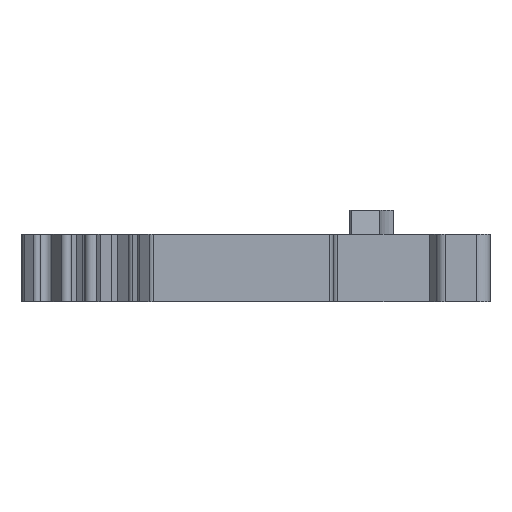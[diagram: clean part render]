
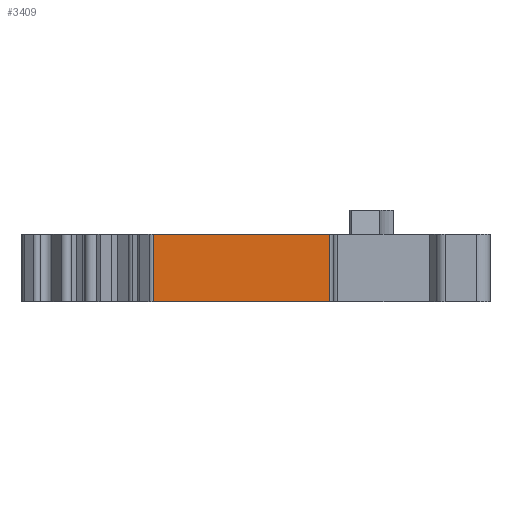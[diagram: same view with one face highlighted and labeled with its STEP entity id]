
A CAD part, left-side view. The second image highlights one B-rep face of the part: STEP entity #3409.
In plain terms, the highlighted planar face has unit normal (-1, 0, 0).
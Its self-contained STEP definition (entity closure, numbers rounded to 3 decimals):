
#727=DIRECTION('',(0.,0.,1.));
#728=VECTOR('',#727,5.);
#729=CARTESIAN_POINT('',(-13.25,7.693,0.));
#730=LINE('',#729,#728);
#731=DIRECTION('',(0.,1.,0.));
#732=VECTOR('',#731,13.085);
#733=CARTESIAN_POINT('',(-13.25,7.693,0.));
#734=LINE('',#733,#732);
#739=DIRECTION('',(0.,0.,-1.));
#740=VECTOR('',#739,5.);
#741=CARTESIAN_POINT('',(-13.25,20.778,5.));
#742=LINE('',#741,#740);
#1069=DIRECTION('',(0.,1.,0.));
#1070=VECTOR('',#1069,13.085);
#1071=CARTESIAN_POINT('',(-13.25,7.693,5.));
#1072=LINE('',#1071,#1070);
#1993=CARTESIAN_POINT('',(-13.25,20.778,0.));
#1994=VERTEX_POINT('',#1993);
#1995=CARTESIAN_POINT('',(-13.25,7.693,0.));
#1996=VERTEX_POINT('',#1995);
#2341=CARTESIAN_POINT('',(-13.25,7.693,5.));
#2342=VERTEX_POINT('',#2341);
#2343=CARTESIAN_POINT('',(-13.25,20.778,5.));
#2344=VERTEX_POINT('',#2343);
#3396=CARTESIAN_POINT('',(-13.25,20.778,0.));
#3397=DIRECTION('',(-1.,0.,0.));
#3398=DIRECTION('',(0.,-1.,0.));
#3399=AXIS2_PLACEMENT_3D('',#3396,#3397,#3398);
#3400=PLANE('',#3399);
#3401=ORIENTED_EDGE('',*,*,#2702,.T.);
#3403=ORIENTED_EDGE('',*,*,#3402,.F.);
#3405=ORIENTED_EDGE('',*,*,#3404,.F.);
#3406=ORIENTED_EDGE('',*,*,#3389,.F.);
#3407=EDGE_LOOP('',(#3401,#3403,#3405,#3406));
#3408=FACE_OUTER_BOUND('',#3407,.F.);
#3409=ADVANCED_FACE('',(#3408),#3400,.T.);
#2702=EDGE_CURVE('',#1996,#1994,#734,.T.);
#3389=EDGE_CURVE('',#1996,#2342,#730,.T.);
#3402=EDGE_CURVE('',#2344,#1994,#742,.T.);
#3404=EDGE_CURVE('',#2342,#2344,#1072,.T.);
